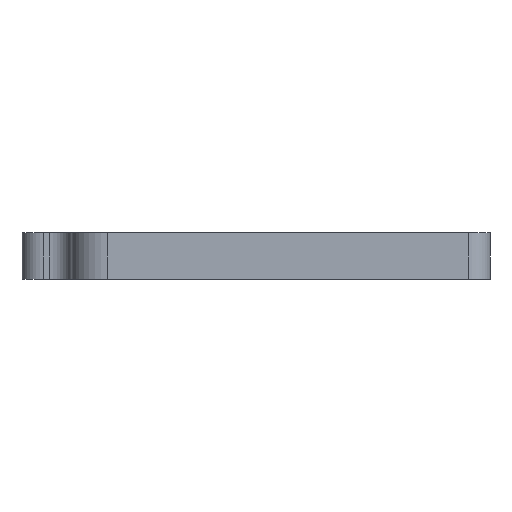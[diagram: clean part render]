
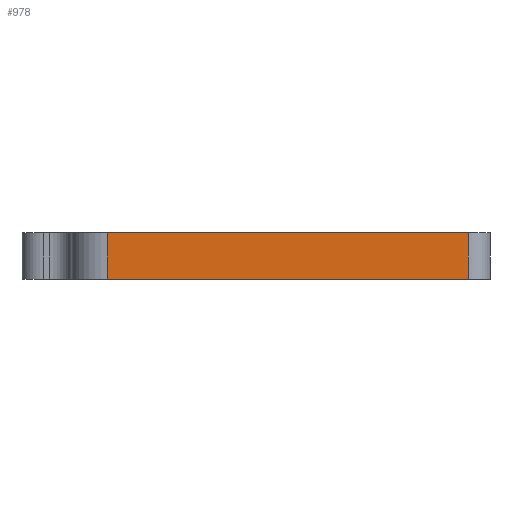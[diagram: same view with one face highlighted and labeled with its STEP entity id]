
A CAD part, front view. The second image highlights one B-rep face of the part: STEP entity #978.
In plain terms, the highlighted planar face has unit normal (0, -1, 0).
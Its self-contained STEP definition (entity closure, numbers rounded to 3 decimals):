
#53=PLANE('',#1068);
#85=FACE_OUTER_BOUND('',#139,.T.);
#139=EDGE_LOOP('',(#708,#709,#710,#711));
#233=LINE('',#1548,#305);
#234=LINE('',#1551,#306);
#235=LINE('',#1553,#307);
#236=LINE('',#1554,#308);
#305=VECTOR('',#1242,10.);
#306=VECTOR('',#1245,10.);
#307=VECTOR('',#1246,10.);
#308=VECTOR('',#1247,10.);
#451=VERTEX_POINT('',#1542);
#453=VERTEX_POINT('',#1546);
#454=VERTEX_POINT('',#1550);
#455=VERTEX_POINT('',#1552);
#557=EDGE_CURVE('',#453,#451,#233,.T.);
#558=EDGE_CURVE('',#451,#454,#234,.T.);
#559=EDGE_CURVE('',#455,#453,#235,.T.);
#560=EDGE_CURVE('',#455,#454,#236,.T.);
#708=ORIENTED_EDGE('',*,*,#558,.F.);
#709=ORIENTED_EDGE('',*,*,#557,.F.);
#710=ORIENTED_EDGE('',*,*,#559,.F.);
#711=ORIENTED_EDGE('',*,*,#560,.T.);
#978=ADVANCED_FACE('',(#85),#53,.T.);
#1068=AXIS2_PLACEMENT_3D('',#1549,#1243,#1244);
#1242=DIRECTION('',(0.,0.,-1.));
#1243=DIRECTION('center_axis',(0.,-1.,0.));
#1244=DIRECTION('ref_axis',(-1.,0.,0.));
#1245=DIRECTION('',(-1.,0.,0.));
#1246=DIRECTION('',(1.,0.,0.));
#1247=DIRECTION('',(0.,0.,-1.));
#1542=CARTESIAN_POINT('',(119.839,29.467,6.35));
#1546=CARTESIAN_POINT('',(119.839,29.467,12.7));
#1548=CARTESIAN_POINT('',(119.839,29.467,9.525));
#1549=CARTESIAN_POINT('Origin',(117.308,29.467,12.7));
#1550=CARTESIAN_POINT('',(70.494,29.467,6.35));
#1551=CARTESIAN_POINT('',(122.839,29.467,6.35));
#1552=CARTESIAN_POINT('',(70.494,29.467,12.7));
#1553=CARTESIAN_POINT('',(70.494,29.467,12.7));
#1554=CARTESIAN_POINT('',(70.494,29.467,12.7));
